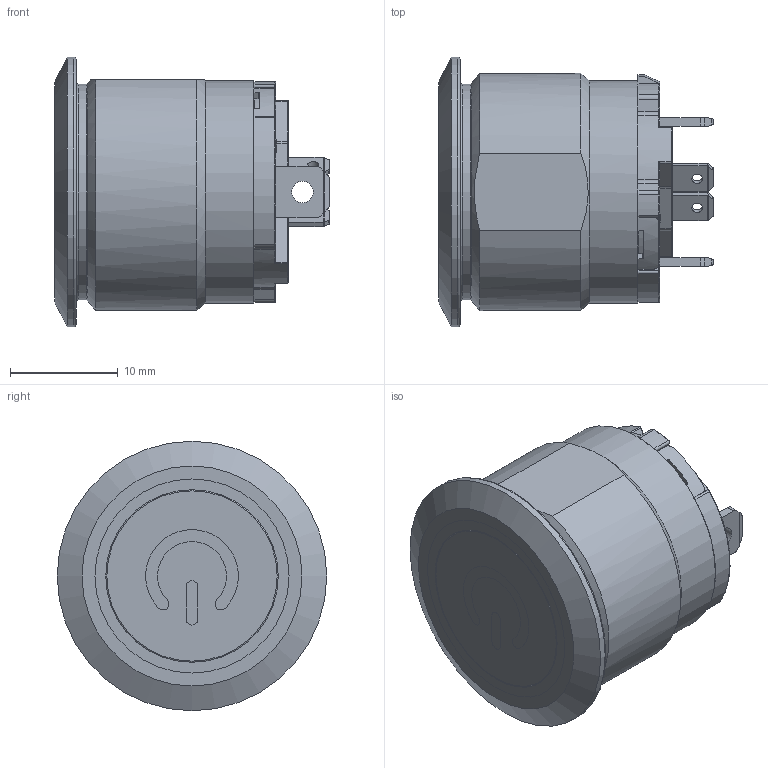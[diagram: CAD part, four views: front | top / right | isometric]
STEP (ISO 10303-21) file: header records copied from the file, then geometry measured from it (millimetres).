
FILE_DESCRIPTION(/* description */ (''),/* implementation_level */ '2;1');
FILE_NAME(/* name */ 'PVHC7F2xxx6xx.stp',/* time_stamp */ '2024-08-19T13:39:44-05:00',/* author */ ('mwilliams'),/* organization */ (''),/* preprocessor_version */ 'ST-DEVELOPER v18.1',/* originating_system */ 'Autodesk Inventor 2022',/* authorisation */ '');
FILE_SCHEMA (('AUTOMOTIVE_DESIGN { 1 0 10303 214 3 1 1 }'));
Length unit declared in the file: inch
Products named in the file (1): 100128246_Simplify_1
Bounding box: 25.5 x 25 x 25 mm (x, y, z)
Volume: 6283.8 mm3; surface area: 6570.9 mm2
Topology: 2 solids, 15 shells, 1066 faces, 2887 edges, 1850 vertices
Faces by surface type: plane 629, cylinder 306, torus 48, bspline 42, cone 31, sphere 10
Full cylindrical faces by diameter (mm): 0.5 x4, 1 x2, 1.2 x4, 1.25 x2, 1.5 x2, 1.55 x2, 1.6 x2, 2 x2, 2.4 x2, 2.6 x2, 4 x1, 15.8 x1, 16 x1, 16.4 x1, 17.1 x1, 17.2 x1, 18 x2, 19.5 x1, 19.8 x1, 19.9 x1, 20 x1, 20.6 x1, 25 x1
Entity records: 42201 total; most frequent: CARTESIAN_POINT 14904, ORIENTED_EDGE 5768, DIRECTION 5670, EDGE_CURVE 2884, AXIS2_PLACEMENT_3D 1927, VERTEX_POINT 1854, LINE 1816, VECTOR 1816
